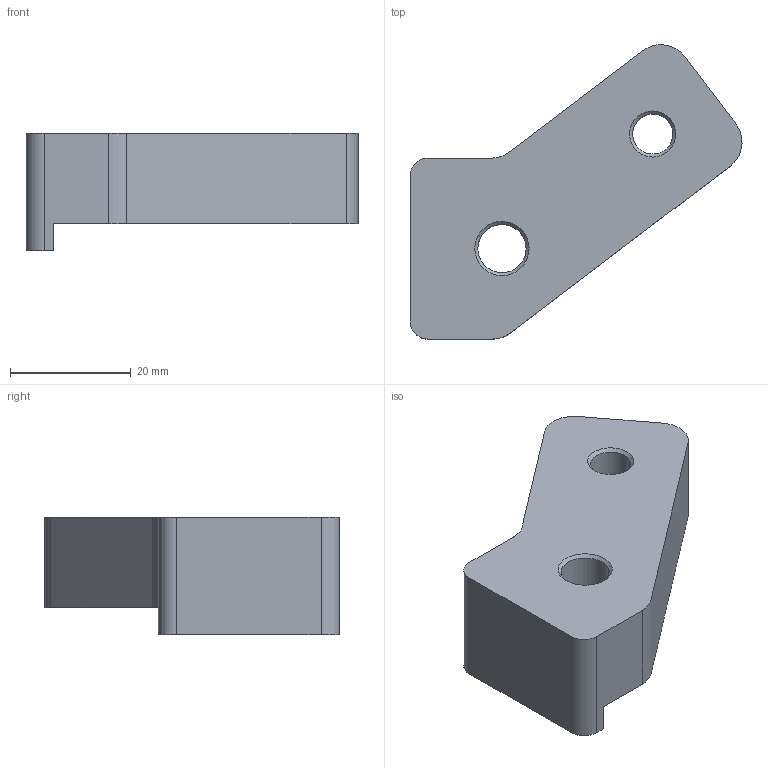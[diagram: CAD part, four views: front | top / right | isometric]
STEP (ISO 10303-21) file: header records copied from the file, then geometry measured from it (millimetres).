
FILE_DESCRIPTION(('CATIA V5 STEP Exchange'),'2;1');
FILE_NAME('PHL_008_SUPPORT_REPARTITEUR_FREINAGE.stp','2024-06-21T13:51:22+00:00',('none'),('none'),'CATIA Version 5 Release 19 GA (IN-10)','CATIA V5 STEP AP203','none');
FILE_SCHEMA(('CONFIG_CONTROL_DESIGN'));
Length unit declared in the file: millimetre
Products named in the file (1): A310_PHL_008_SUPPORT_REPARTITEUR_FREINAGE_SOLIDE_MORT
Bounding box: 55.05 x 48.8 x 19.5 mm (x, y, z)
Volume: 21574.2 mm3; surface area: 6231.3 mm2
Topology: 1 solids, 1 shells, 26 faces, 66 edges, 42 vertices
Faces by surface type: cylinder 10, plane 10, cone 6
Entity records: 792 total; most frequent: ORIENTED_EDGE 132, CARTESIAN_POINT 131, DIRECTION 110, EDGE_CURVE 66, AXIS2_PLACEMENT_3D 49, VERTEX_POINT 42, VECTOR 40, LINE 40
